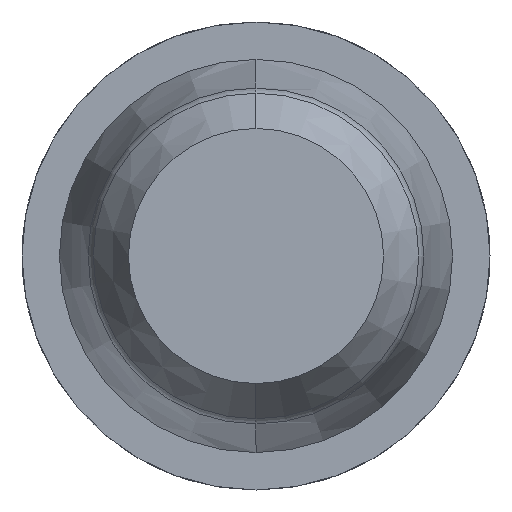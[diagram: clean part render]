
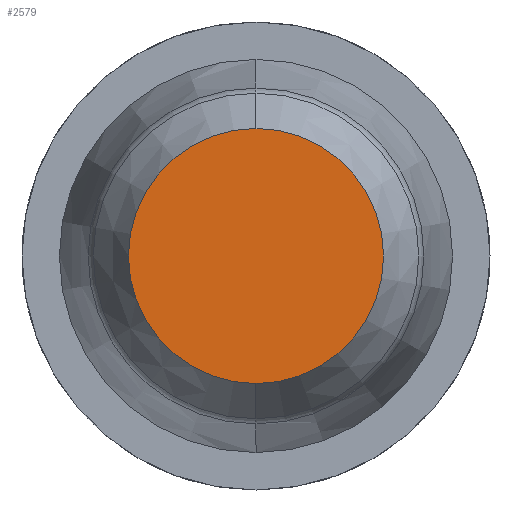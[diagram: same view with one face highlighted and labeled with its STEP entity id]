
A CAD part, front view. The second image highlights one B-rep face of the part: STEP entity #2579.
In plain terms, the highlighted planar face has unit normal (0, -1, 0).
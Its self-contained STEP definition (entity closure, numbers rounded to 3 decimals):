
#84 = EDGE_CURVE ( 'NONE', #3390, #2466, #2232, .T. ) ;
#401 = CIRCLE ( 'NONE', #931, 0.627 ) ;
#520 = DIRECTION ( 'NONE',  ( 0., 0., 1. ) ) ;
#782 = CARTESIAN_POINT ( 'NONE',  ( 0., -30.5, 0.627 ) ) ;
#931 = AXIS2_PLACEMENT_3D ( 'NONE', #2201, #1369, #3322 ) ;
#1088 = DIRECTION ( 'NONE',  ( 0., 1., 0. ) ) ;
#1333 = PLANE ( 'NONE',  #1842 ) ;
#1369 = DIRECTION ( 'NONE',  ( 0., 1., 0. ) ) ;
#1469 = ORIENTED_EDGE ( 'NONE', *, *, #3518, .F. ) ;
#1842 = AXIS2_PLACEMENT_3D ( 'NONE', #2885, #3407, #3153 ) ;
#2144 = FACE_OUTER_BOUND ( 'NONE', #2463, .T. ) ;
#2201 = CARTESIAN_POINT ( 'NONE',  ( 0., -30.5, 0. ) ) ;
#2232 = CIRCLE ( 'NONE', #3144, 0.627 ) ;
#2463 = EDGE_LOOP ( 'NONE', ( #2653, #1469 ) ) ;
#2466 = VERTEX_POINT ( 'NONE', #2678 ) ;
#2579 = ADVANCED_FACE ( 'NONE', ( #2144 ), #1333, .F. ) ;
#2653 = ORIENTED_EDGE ( 'NONE', *, *, #84, .F. ) ;
#2678 = CARTESIAN_POINT ( 'NONE',  ( 0., -30.5, -0.627 ) ) ;
#2885 = CARTESIAN_POINT ( 'NONE',  ( 0., -30.5, 0. ) ) ;
#3012 = CARTESIAN_POINT ( 'NONE',  ( 0., -30.5, 0. ) ) ;
#3144 = AXIS2_PLACEMENT_3D ( 'NONE', #3012, #1088, #520 ) ;
#3153 = DIRECTION ( 'NONE',  ( 0., 0., 1. ) ) ;
#3322 = DIRECTION ( 'NONE',  ( 0., 0., 1. ) ) ;
#3390 = VERTEX_POINT ( 'NONE', #782 ) ;
#3407 = DIRECTION ( 'NONE',  ( 0., 1., 0. ) ) ;
#3518 = EDGE_CURVE ( 'NONE', #2466, #3390, #401, .T. ) ;
